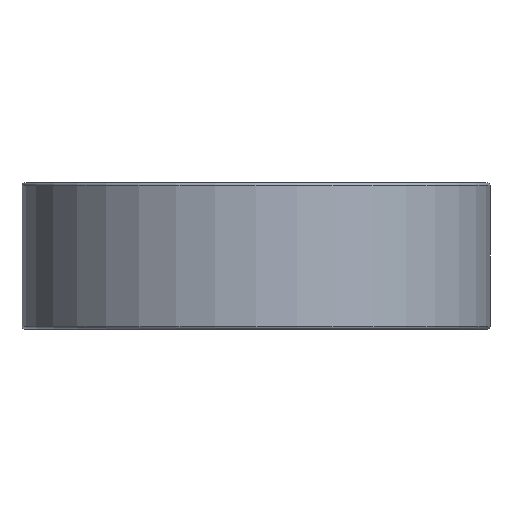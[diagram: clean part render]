
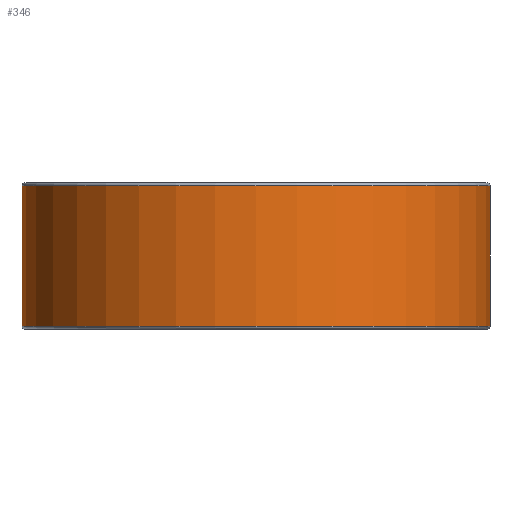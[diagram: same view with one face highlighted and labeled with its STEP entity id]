
A CAD part, front view. The second image highlights one B-rep face of the part: STEP entity #346.
In plain terms, the highlighted cylindrical face has radius 8 mm (diameter 16 mm), a partial arc.
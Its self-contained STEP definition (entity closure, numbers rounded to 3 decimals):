
#3 = AXIS2_PLACEMENT_3D ( 'NONE', #91, #504, #25 ) ;
#23 = VERTEX_POINT ( 'NONE', #478 ) ;
#25 = DIRECTION ( 'NONE',  ( 1., 0., 0. ) ) ;
#44 = DIRECTION ( 'NONE',  ( 1., 0., 0. ) ) ;
#91 = CARTESIAN_POINT ( 'NONE',  ( 0., 0., -4.9 ) ) ;
#138 = EDGE_CURVE ( 'NONE', #23, #623, #438, .T. ) ;
#149 = CIRCLE ( 'NONE', #573, 8. ) ;
#153 = DIRECTION ( 'NONE',  ( 0., 0., -1. ) ) ;
#160 = CARTESIAN_POINT ( 'NONE',  ( 0., 0., 13.044 ) ) ;
#177 = LINE ( 'NONE', #586, #712 ) ;
#180 = ORIENTED_EDGE ( 'NONE', *, *, #679, .T. ) ;
#211 = ORIENTED_EDGE ( 'NONE', *, *, #138, .T. ) ;
#269 = VECTOR ( 'NONE', #533, 1000. ) ;
#275 = DIRECTION ( 'NONE',  ( 0., 0., 1. ) ) ;
#307 = EDGE_LOOP ( 'NONE', ( #552, #211, #449, #180 ) ) ;
#309 = EDGE_CURVE ( 'NONE', #623, #720, #471, .T. ) ;
#340 = VERTEX_POINT ( 'NONE', #467 ) ;
#346 = ADVANCED_FACE ( 'NONE', ( #571 ), #386, .T. ) ;
#386 = CYLINDRICAL_SURFACE ( 'NONE', #737, 8. ) ;
#438 = CIRCLE ( 'NONE', #3, 8. ) ;
#449 = ORIENTED_EDGE ( 'NONE', *, *, #309, .T. ) ;
#467 = CARTESIAN_POINT ( 'NONE',  ( -8., 0., -0.1 ) ) ;
#471 = LINE ( 'NONE', #588, #269 ) ;
#478 = CARTESIAN_POINT ( 'NONE',  ( -8., 0., -4.9 ) ) ;
#504 = DIRECTION ( 'NONE',  ( 0., 0., 1. ) ) ;
#517 = CARTESIAN_POINT ( 'NONE',  ( 0., 0., -0.1 ) ) ;
#533 = DIRECTION ( 'NONE',  ( 0., 0., 1. ) ) ;
#552 = ORIENTED_EDGE ( 'NONE', *, *, #755, .F. ) ;
#571 = FACE_OUTER_BOUND ( 'NONE', #307, .T. ) ;
#573 = AXIS2_PLACEMENT_3D ( 'NONE', #517, #153, #760 ) ;
#586 = CARTESIAN_POINT ( 'NONE',  ( -8., 0., 13.044 ) ) ;
#588 = CARTESIAN_POINT ( 'NONE',  ( 8., 0., 13.044 ) ) ;
#598 = DIRECTION ( 'NONE',  ( 0., 0., 1. ) ) ;
#623 = VERTEX_POINT ( 'NONE', #685 ) ;
#679 = EDGE_CURVE ( 'NONE', #720, #340, #149, .T. ) ;
#685 = CARTESIAN_POINT ( 'NONE',  ( 8., 0., -4.9 ) ) ;
#709 = CARTESIAN_POINT ( 'NONE',  ( 8., 0., -0.1 ) ) ;
#712 = VECTOR ( 'NONE', #275, 1000. ) ;
#720 = VERTEX_POINT ( 'NONE', #709 ) ;
#737 = AXIS2_PLACEMENT_3D ( 'NONE', #160, #598, #44 ) ;
#755 = EDGE_CURVE ( 'NONE', #23, #340, #177, .T. ) ;
#760 = DIRECTION ( 'NONE',  ( -1., 0., 0. ) ) ;
